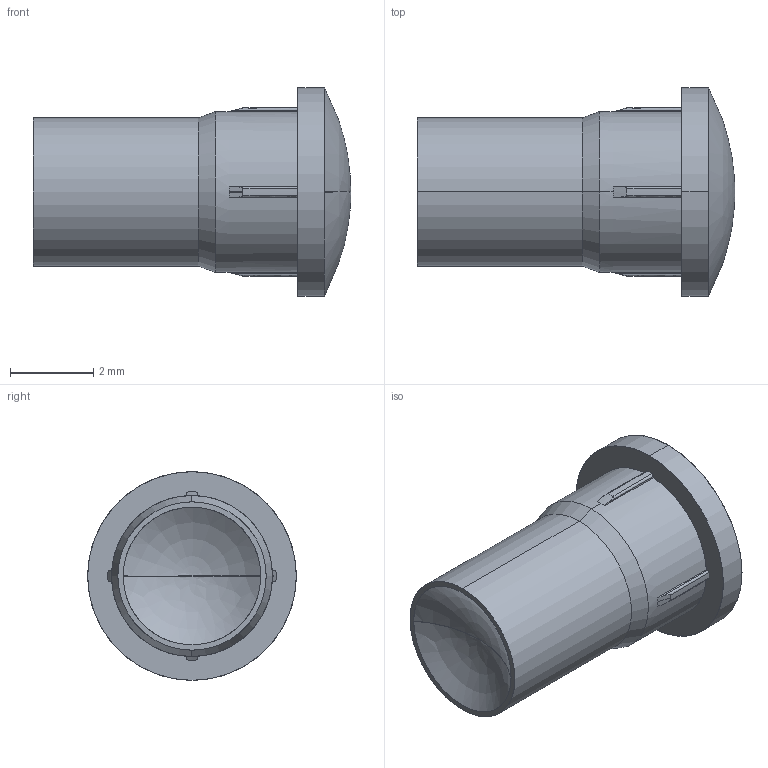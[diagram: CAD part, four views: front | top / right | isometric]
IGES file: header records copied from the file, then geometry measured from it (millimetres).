
Start section: SolidWorks IGES file using analytic representation for surfaces
Global section: file name: LFC 250 CTP.IGS; native system: SolidWorks 2025; preprocessor: SolidWorks 2025; author: chwang; date: 251210.002129; units: inch
Bounding box: 7.62 x 5 x 5 mm (x, y, z)
Surface area: 123.9 mm2 (no closed solid volume)
Topology: 0 solids, 0 shells, 40 faces, 382 edges, 379 vertices
Faces by surface type: revolution 30, bspline 10
